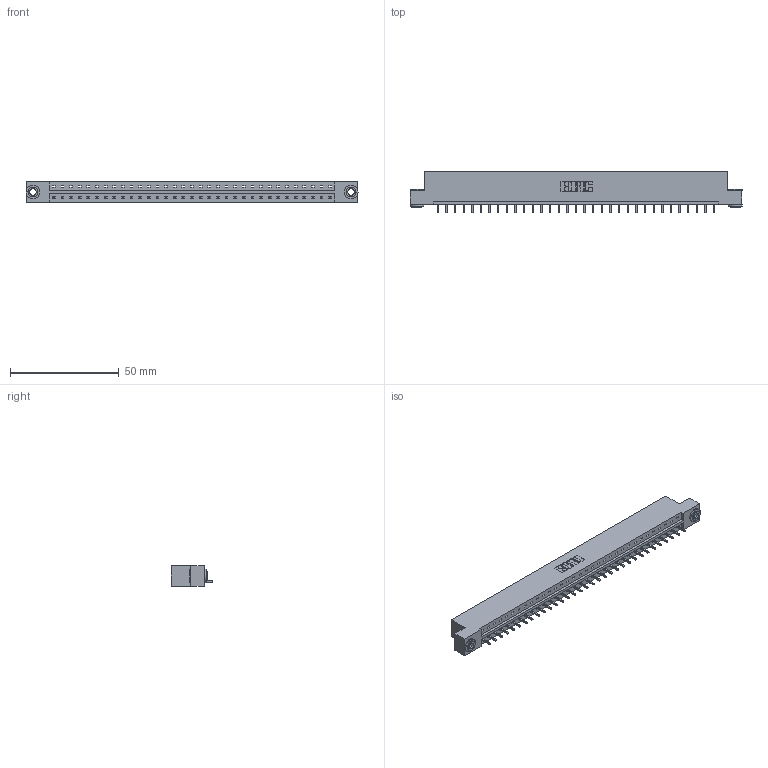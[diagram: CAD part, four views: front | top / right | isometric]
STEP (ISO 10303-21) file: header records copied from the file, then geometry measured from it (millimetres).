
FILE_DESCRIPTION (( 'STEP AP203' ), '1' );
FILE_NAME ('833-033-521-103.STEP', '2020-06-02T19:52:53', ( '' ), ( '' ), 'SwSTEP 2.0', 'SolidWorks 2020', '' );
FILE_SCHEMA (( 'CONFIG_CONTROL_DESIGN' ));
Length unit declared in the file: inch
Products named in the file (4): 833-033-521-103; 833 Part_Flush - .156 Dia - TH; 345-292-001_345-293-121; 345-250-002_345-250-002-102
Assembly tree (36 placements, depth 2):
  833-033-521-103
    833 Part_Flush - .156 Dia - TH
    345-292-001_345-293-121  x33
    345-250-002_345-250-002-102  x2
Bounding box: 152.3 x 19.06 x 9.4 mm (x, y, z)
Volume: 15173.6 mm3; surface area: 16196.9 mm2
Topology: 36 solids, 36 shells, 2066 faces, 6195 edges, 4082 vertices
Faces by surface type: plane 1466, cylinder 592, cone 8
Entity records: 22006 total; most frequent: CARTESIAN_POINT 3776, ORIENTED_EDGE 3738, DIRECTION 3237, EDGE_CURVE 1869, VECTOR 1717, LINE 1717, VERTEX_POINT 1242, AXIS2_PLACEMENT_3D 760
